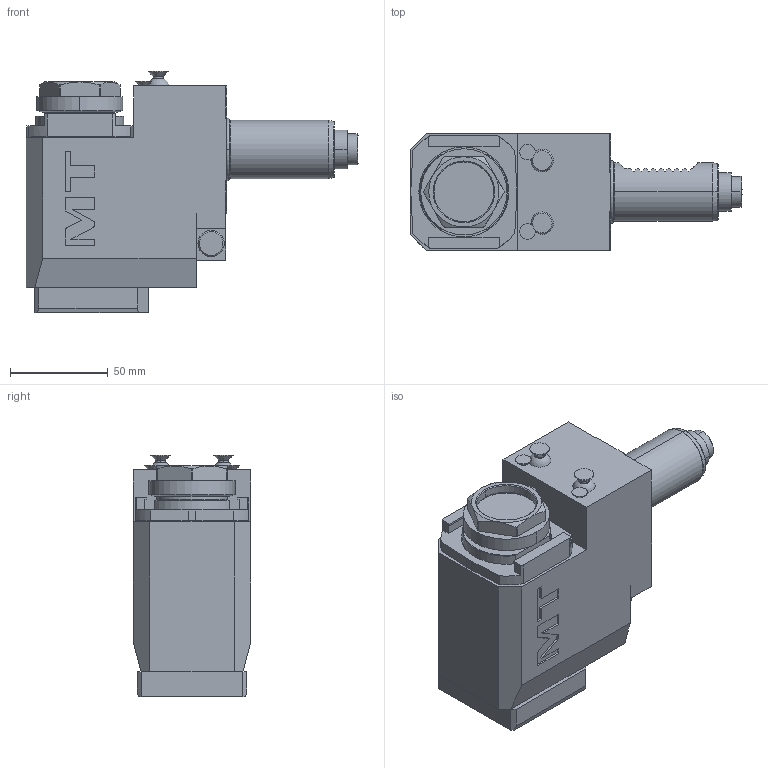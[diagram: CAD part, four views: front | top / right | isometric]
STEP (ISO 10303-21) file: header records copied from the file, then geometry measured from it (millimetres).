
FILE_DESCRIPTION((''),'2;1');
FILE_NAME('SAU0640232_CONF','2023-11-16T15:04:56',('smalpassi'),('M.T. srl'),'CREO PARAMETRIC BY PTC INC, 2021072','CREO PARAMETRIC BY PTC INC, 2021072','');
FILE_SCHEMA(('CONFIG_CONTROL_DESIGN'));
Length unit declared in the file: millimetre
Products named in the file (1): SAU0640232_CONF
Bounding box: 169.5 x 60 x 123.55 mm (x, y, z)
Volume: 637669.3 mm3; surface area: 68489.5 mm2
Topology: 2 solids, 2 shells, 292 faces, 731 edges, 472 vertices
Faces by surface type: plane 165, cylinder 70, cone 35, torus 16, extrusion 4, sphere 2
Entity records: 9522 total; most frequent: CARTESIAN_POINT 2447, ORIENTED_EDGE 1462, DIRECTION 1438, EDGE_CURVE 731, AXIS2_PLACEMENT_3D 491, VERTEX_POINT 472, VECTOR 456, LINE 452
